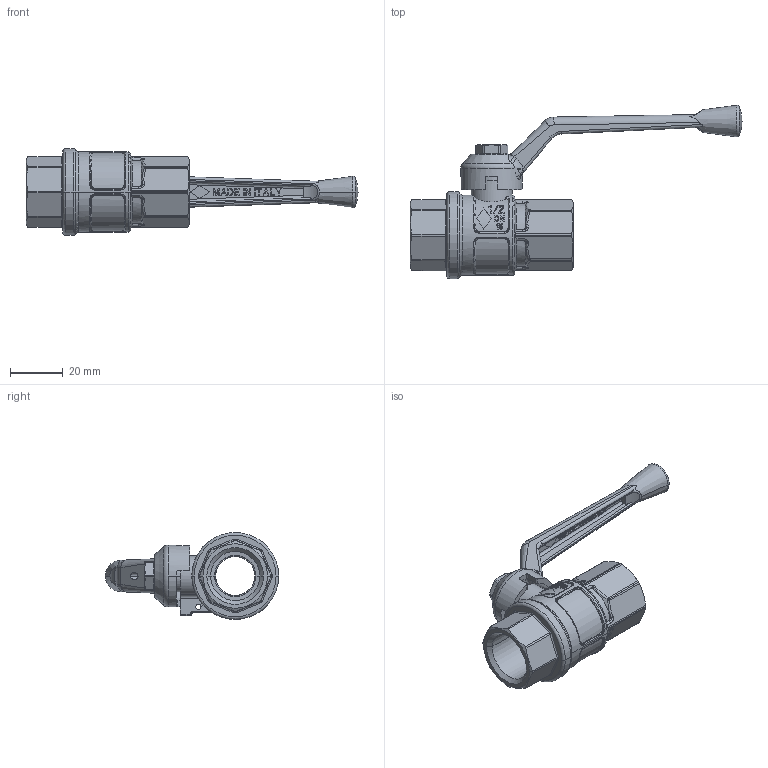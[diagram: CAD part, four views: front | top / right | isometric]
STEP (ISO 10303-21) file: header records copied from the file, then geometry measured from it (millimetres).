
FILE_DESCRIPTION(('Creo Elements/Direct Modeling STEP Export'),'2;1');
FILE_NAME('1700040000-1.stp','2018-04-10T13:32:01',(''),(''),'Creo Elements/Direct Modeling STEP processor for AP214 (Solid Model)','Creo Elements/Direct Modeling 19.0G 27-Nov-2017 (C) Parametric Technology GmbH','');
FILE_SCHEMA(('AUTOMOTIVE_DESIGN { 1 0 10303 214 1 1 1 1 }'));
Products named in the file (2): 1700040000
Assembly tree (1 placements, depth 2):
  1700040000
    1700040000
Bounding box: 126 x 65.8 x 33 mm (x, y, z)
Volume: 31962.2 mm3; surface area: 16127.6 mm2
Topology: 1 solids, 1 shells, 795 faces, 2102 edges, 1338 vertices
Faces by surface type: plane 412, cylinder 142, bspline 110, cone 84, torus 43, sphere 4
Entity records: 56713 total; most frequent: CARTESIAN_POINT 35446, ORIENTED_EDGE 4196, DIRECTION 3182, EDGE_CURVE 2098, VERTEX_POINT 1338, AXIS2_PLACEMENT_3D 1139, VECTOR 904, LINE 904
